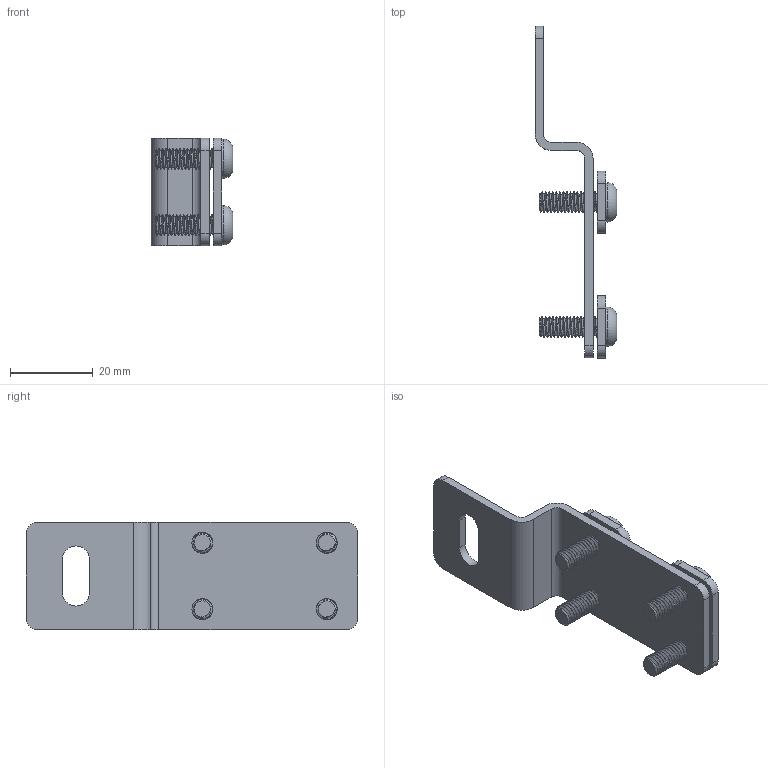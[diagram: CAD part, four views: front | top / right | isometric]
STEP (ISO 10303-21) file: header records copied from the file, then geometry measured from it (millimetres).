
FILE_DESCRIPTION(/* description */ (''),/* implementation_level */ '2;1');
FILE_NAME(/* name */ '10171.stp',/* time_stamp */ '2022-12-01T16:03:54+01:00',/* author */ ('Giuliano'),/* organization */ (''),/* preprocessor_version */ 'ST-DEVELOPER v18.1',/* originating_system */ 'Autodesk Inventor 2021',/* authorisation */ '');
FILE_SCHEMA (('AUTOMOTIVE_DESIGN { 1 0 10303 214 3 1 1 }'));
Length unit declared in the file: millimetre
Products named in the file (1): Pièce3
Bounding box: 19.75 x 80 x 26 mm (x, y, z)
Volume: 7199 mm3; surface area: 8656.2 mm2
Topology: 1 solids, 1 shells, 198 faces, 556 edges, 368 vertices
Faces by surface type: cylinder 114, plane 64, bspline 8, cone 8, torus 4
Full cylindrical faces by diameter (mm): 4.134 x4, 5 x24, 6 x4, 9.5 x4
Entity records: 15299 total; most frequent: CARTESIAN_POINT 10549, ORIENTED_EDGE 1104, DIRECTION 802, EDGE_CURVE 552, VERTEX_POINT 368, AXIS2_PLACEMENT_3D 291, EDGE_LOOP 224, LINE 220
